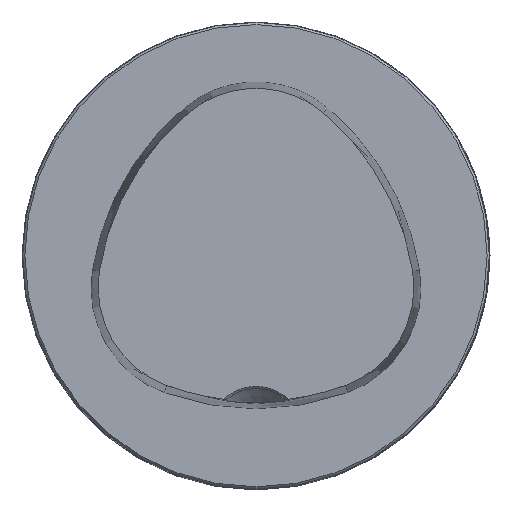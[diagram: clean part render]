
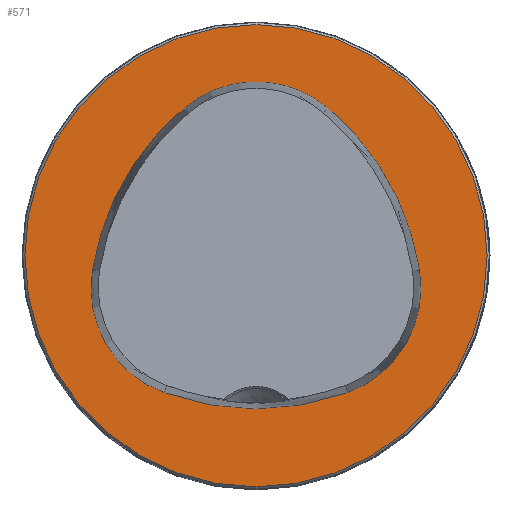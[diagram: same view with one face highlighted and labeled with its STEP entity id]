
A CAD part, top view. The second image highlights one B-rep face of the part: STEP entity #571.
In plain terms, the highlighted planar face has unit normal (0, 0, 1).
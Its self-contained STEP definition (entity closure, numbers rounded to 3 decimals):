
#153=PLANE('',#2352);
#571=ADVANCED_FACE('CU_FL_N1_SU_1',(#841,#842),#153,.T.);
#841=FACE_BOUND('',#905,.T.);
#842=FACE_BOUND('',#906,.T.);
#905=EDGE_LOOP('',(#1188,#1189,#1190,#1191,#1192,#1193));
#906=EDGE_LOOP('',(#1194));
#1188=ORIENTED_EDGE('',*,*,#1967,.F.);
#1189=ORIENTED_EDGE('',*,*,#1968,.F.);
#1190=ORIENTED_EDGE('',*,*,#1960,.F.);
#1191=ORIENTED_EDGE('',*,*,#1969,.F.);
#1192=ORIENTED_EDGE('',*,*,#1970,.F.);
#1193=ORIENTED_EDGE('',*,*,#1971,.F.);
#1194=ORIENTED_EDGE('',*,*,#1972,.T.);
#1732=VERTEX_POINT('',#3782);
#1733=VERTEX_POINT('',#3784);
#1739=VERTEX_POINT('',#3816);
#1740=VERTEX_POINT('',#3817);
#1741=VERTEX_POINT('',#3820);
#1742=VERTEX_POINT('',#3822);
#1743=VERTEX_POINT('',#3825);
#1960=EDGE_CURVE('',#1732,#1733,#2169,.T.);
#1967=EDGE_CURVE('',#1739,#1740,#2171,.T.);
#1968=EDGE_CURVE('',#1733,#1739,#2172,.T.);
#1969=EDGE_CURVE('',#1741,#1732,#2173,.T.);
#1970=EDGE_CURVE('',#1742,#1741,#2174,.T.);
#1971=EDGE_CURVE('',#1740,#1742,#2175,.T.);
#1972=EDGE_CURVE('',#1743,#1743,#2176,.T.);
#2169=CIRCLE('',#2343,36.075);
#2171=CIRCLE('',#2346,36.075);
#2172=CIRCLE('',#2347,15.075);
#2173=CIRCLE('',#2348,15.075);
#2174=CIRCLE('',#2349,36.075);
#2175=CIRCLE('',#2350,15.075);
#2176=CIRCLE('',#2351,31.2);
#2343=AXIS2_PLACEMENT_3D('',#3783,#2700,#2701);
#2346=AXIS2_PLACEMENT_3D('',#3815,#2707,#2708);
#2347=AXIS2_PLACEMENT_3D('',#3818,#2709,#2710);
#2348=AXIS2_PLACEMENT_3D('',#3819,#2711,#2712);
#2349=AXIS2_PLACEMENT_3D('',#3821,#2713,#2714);
#2350=AXIS2_PLACEMENT_3D('',#3823,#2715,#2716);
#2351=AXIS2_PLACEMENT_3D('',#3824,#2717,#2718);
#2352=AXIS2_PLACEMENT_3D('',#3826,#2719,#2720);
#2700=DIRECTION('',(0.,0.,1.));
#2701=DIRECTION('',(-1.,0.,0.));
#2707=DIRECTION('',(0.,0.,1.));
#2708=DIRECTION('',(-1.,0.,0.));
#2709=DIRECTION('',(0.,0.,1.));
#2710=DIRECTION('',(-1.,0.,0.));
#2711=DIRECTION('',(0.,0.,1.));
#2712=DIRECTION('',(-1.,0.,0.));
#2713=DIRECTION('',(0.,0.,1.));
#2714=DIRECTION('',(-1.,0.,0.));
#2715=DIRECTION('',(0.,0.,1.));
#2716=DIRECTION('',(-1.,0.,0.));
#2717=DIRECTION('',(0.,0.,1.));
#2718=DIRECTION('',(-1.,0.,0.));
#2719=DIRECTION('',(0.,0.,1.));
#2720=DIRECTION('',(-1.,0.,0.));
#3782=CARTESIAN_POINT('',(-12.368,-18.489,0.));
#3783=CARTESIAN_POINT('',(0.,15.4,0.));
#3784=CARTESIAN_POINT('',(12.368,-18.489,0.));
#3815=CARTESIAN_POINT('',(-13.535,-7.656,0.));
#3816=CARTESIAN_POINT('',(22.084,-1.937,0.));
#3817=CARTESIAN_POINT('',(9.716,19.927,0.));
#3818=CARTESIAN_POINT('',(7.2,-4.327,0.));
#3819=CARTESIAN_POINT('',(-7.2,-4.327,0.));
#3820=CARTESIAN_POINT('',(-22.084,-1.937,0.));
#3821=CARTESIAN_POINT('',(13.535,-7.656,0.));
#3822=CARTESIAN_POINT('',(-9.716,19.927,0.));
#3823=CARTESIAN_POINT('',(0.,8.4,0.));
#3824=CARTESIAN_POINT('',(0.,0.,0.));
#3825=CARTESIAN_POINT('',(-31.2,0.,0.));
#3826=CARTESIAN_POINT('',(0.,0.,0.));
